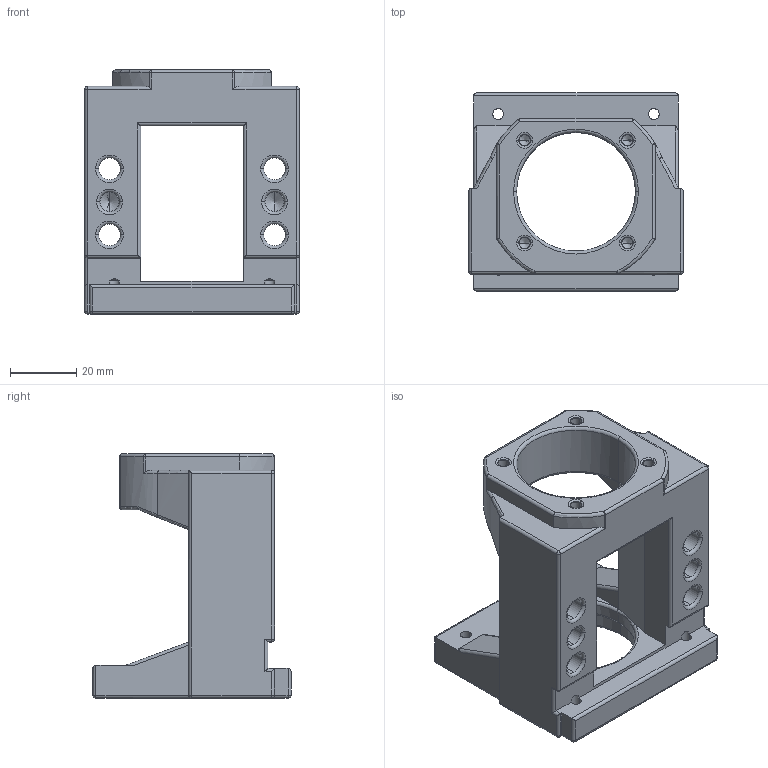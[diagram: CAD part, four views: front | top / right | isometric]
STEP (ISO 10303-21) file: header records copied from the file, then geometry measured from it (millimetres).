
FILE_DESCRIPTION (( 'STEP AP214' ), '1' );
FILE_NAME ('美式MBA12-C.STEP', '2012-02-10T03:02:10', ( '' ), ( '' ), 'SwSTEP 2.0', 'SolidWorks 2011', '' );
FILE_SCHEMA (( 'AUTOMOTIVE_DESIGN' ));
Length unit declared in the file: millimetre
Products named in the file (1): 美式MBA12-C
Bounding box: 65 x 60 x 74 mm (x, y, z)
Volume: 88652.2 mm3; surface area: 26564.7 mm2
Topology: 1 solids, 1 shells, 260 faces, 643 edges, 362 vertices
Faces by surface type: cylinder 108, torus 48, plane 47, cone 30, sphere 20, bspline 7
Entity records: 7918 total; most frequent: CARTESIAN_POINT 1840, DIRECTION 1336, ORIENTED_EDGE 1226, EDGE_CURVE 613, AXIS2_PLACEMENT_3D 540, VERTEX_POINT 362, EDGE_LOOP 289, CIRCLE 286
